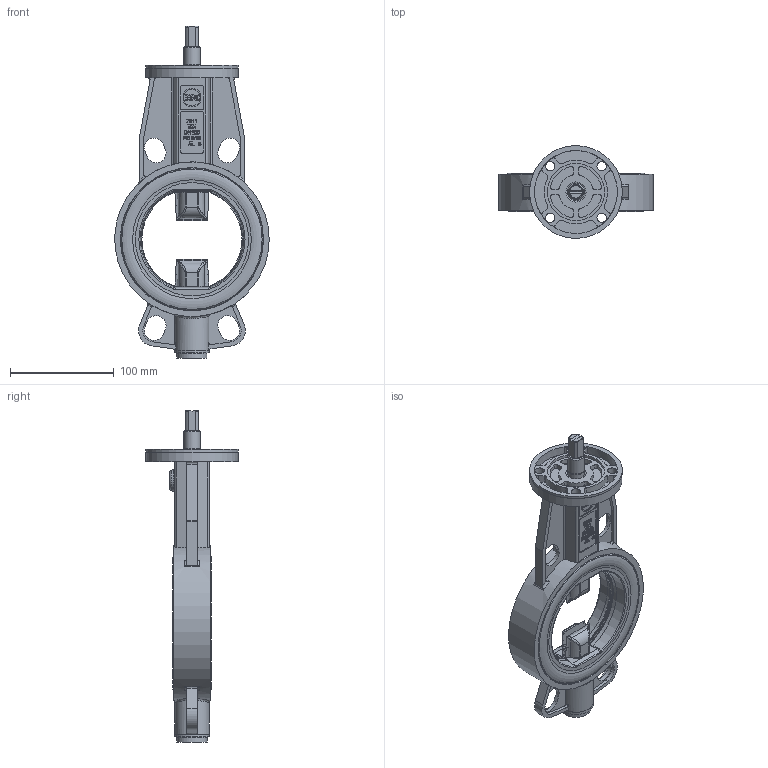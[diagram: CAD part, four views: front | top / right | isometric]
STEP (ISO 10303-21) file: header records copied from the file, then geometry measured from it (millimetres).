
FILE_DESCRIPTION(/* description */ (''),/* implementation_level */ '2;1');
FILE_NAME(/* name */ 'Z011-WN DN100.stp',/* time_stamp */ '2019-06-05T14:20:10+02:00',/* author */ ('hellwig'),/* organization */ (''),/* preprocessor_version */ 'ST-DEVELOPER v16.5',/* originating_system */ 'Autodesk Inventor 2017',/* authorisation */ '');
FILE_SCHEMA (('CONFIG_CONTROL_DESIGN'));
Products named in the file (1): M1218
Bounding box: 148.9 x 89.4 x 320 mm (x, y, z)
Volume: 530731.8 mm3; surface area: 171046 mm2
Topology: 2 solids, 13 shells, 1821 faces, 5230 edges, 3367 vertices
Faces by surface type: plane 805, cylinder 430, torus 296, bspline 235, cone 39, sphere 16
Full cylindrical faces by diameter (mm): 4 x1, 4.917 x3, 9 x4, 12.3 x1, 12.5 x1, 12.8 x4, 13 x1, 15.2 x1, 15.5 x1, 16 x7, 16.2 x1, 16.37 x4, 16.45 x2, 20 x2, 22 x4, 22.376 x2, 24.3 x1, 24.45 x1, 24.5 x1, 28.9 x1, 29 x1, 33.4 x1, 55.1 x1, 80 x1, 89 x1, 89.4 x1, 136.6 x2, 138 x2
Entity records: 66404 total; most frequent: CARTESIAN_POINT 17514, ORIENTED_EDGE 10262, DIRECTION 9571, EDGE_CURVE 5083, AXIS2_PLACEMENT_3D 3586, VERTEX_POINT 3338, LINE 2399, VECTOR 2399
